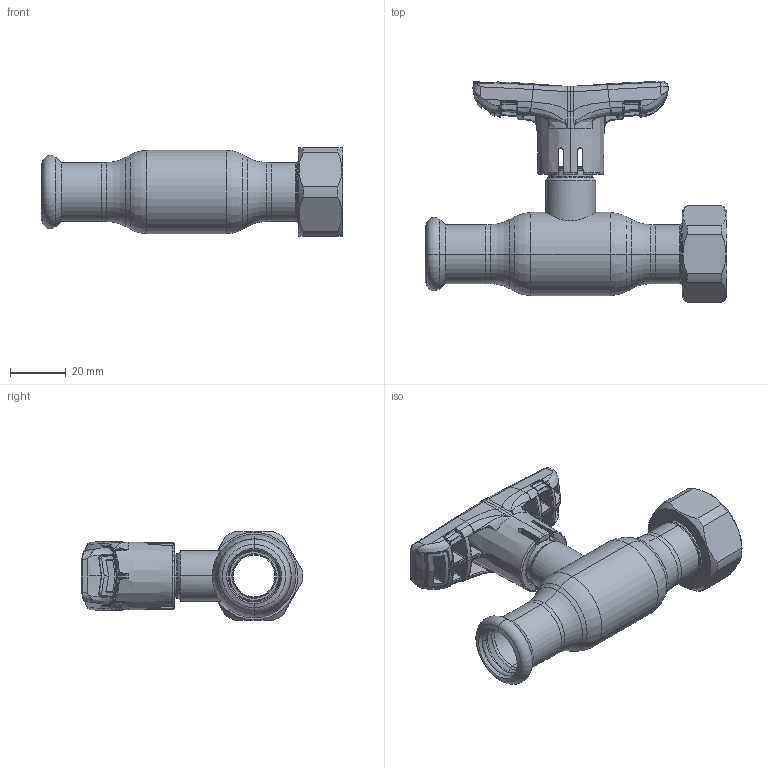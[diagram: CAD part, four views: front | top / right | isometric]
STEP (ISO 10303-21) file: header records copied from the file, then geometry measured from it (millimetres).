
FILE_DESCRIPTION (( 'STEP AP214' ), '1' );
FILE_NAME ('2015001400-0400.step', '2024-01-16T09:11:09', ( '' ), ( '' ), 'SwSTEP 2.0', 'SolidWorks 2021', '' );
FILE_SCHEMA (( 'AUTOMOTIVE_DESIGN' ));
Length unit declared in the file: millimetre
Products named in the file (1): 2015001400-0400
Bounding box: 108.5 x 79.68 x 32 mm (x, y, z)
Surface area: 24717.2 mm2 (no closed solid volume)
Topology: 0 solids, 10 shells, 768 faces, 2179 edges, 1352 vertices
Faces by surface type: bspline 584, plane 59, cylinder 48, cone 39, torus 23, sphere 15
Entity records: 57049 total; most frequent: CARTESIAN_POINT 33793, ORIENTED_EDGE 3893, EDGE_CURVE 2165, DIRECTION 1606, B_SPLINE_CURVE_WITH_KNOTS 1445, VERTEX_POINT 1348, EDGE_LOOP 780, UNCERTAINTY_MEASURE_WITH_UNIT 770
